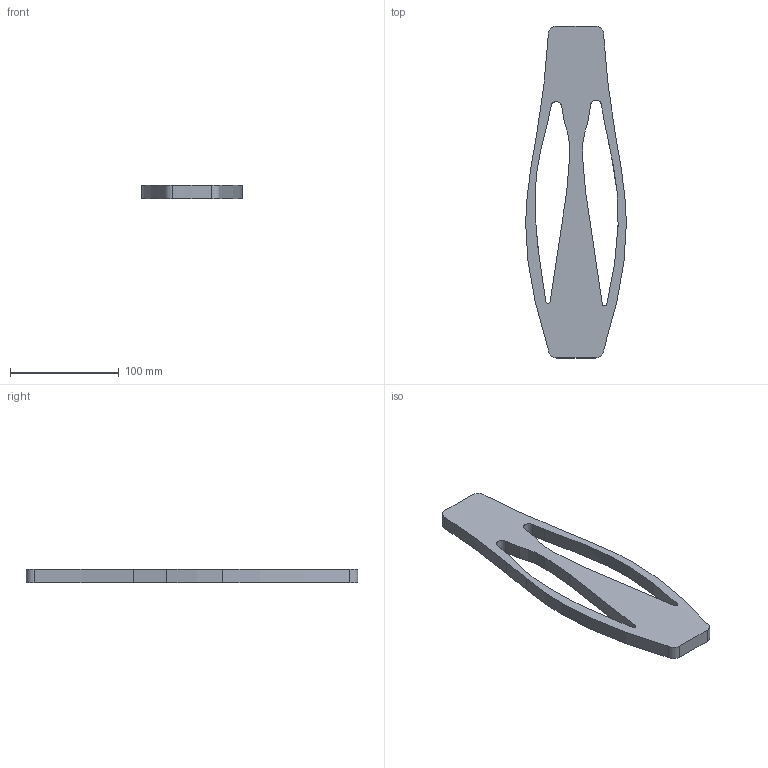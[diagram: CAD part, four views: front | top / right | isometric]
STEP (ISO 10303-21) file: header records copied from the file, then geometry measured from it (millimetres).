
FILE_DESCRIPTION(/* description */ (''),/* implementation_level */ '2;1');
FILE_NAME(/* name */ 'DroneFrameTop.step',/* time_stamp */ '2025-05-24T19:48:31-07:00',/* author */ (''),/* organization */ (''),/* preprocessor_version */ 'ST-DEVELOPER v20.1',/* originating_system */ 'Autodesk Translation Framework v14.4.0.0',/* authorisation */ '');
FILE_SCHEMA (('AUTOMOTIVE_DESIGN { 1 0 10303 214 3 1 1 }'));
Length unit declared in the file: millimetre
Products named in the file (1): DroneFrameTop
Bounding box: 92.49 x 304.8 x 12.7 mm (x, y, z)
Volume: 185644.4 mm3; surface area: 48018.7 mm2
Topology: 1 solids, 1 shells, 36 faces, 102 edges, 68 vertices
Faces by surface type: bspline 26, plane 6, cylinder 4
Entity records: 2271 total; most frequent: CARTESIAN_POINT 1545, ORIENTED_EDGE 204, EDGE_CURVE 102, VERTEX_POINT 68, DIRECTION 68, EDGE_LOOP 40, FACE_OUTER_BOUND 36, ADVANCED_FACE 36
